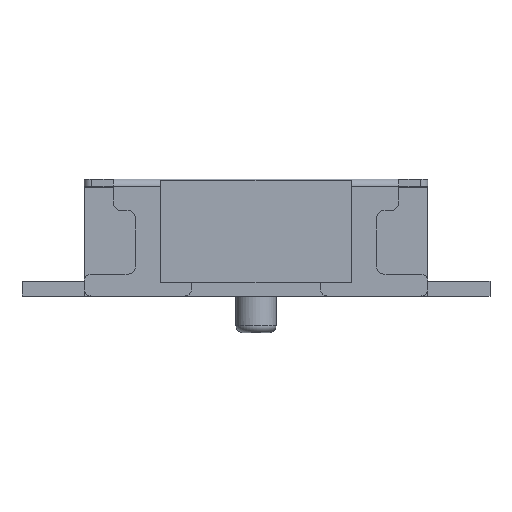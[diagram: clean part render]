
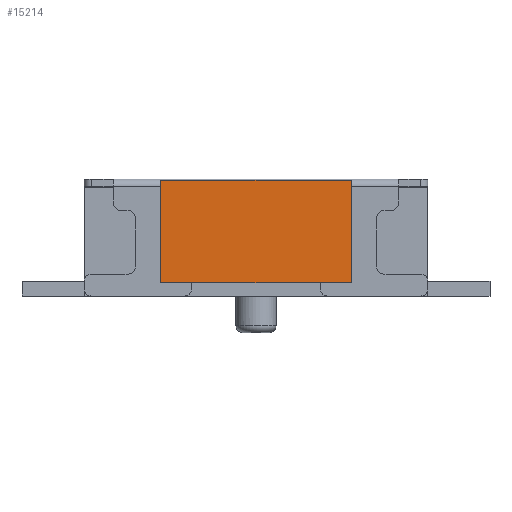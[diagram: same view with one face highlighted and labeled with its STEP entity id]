
A CAD part, top view. The second image highlights one B-rep face of the part: STEP entity #15214.
In plain terms, the highlighted planar face has unit normal (0, 0, 1).
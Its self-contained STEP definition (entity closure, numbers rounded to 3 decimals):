
#467 = VERTEX_POINT ( 'NONE', #17215 ) ;
#527 = VECTOR ( 'NONE', #4714, 1000. ) ;
#840 = ORIENTED_EDGE ( 'NONE', *, *, #7470, .T. ) ;
#1227 = CARTESIAN_POINT ( 'NONE',  ( 1.3, 0.18, 2.75 ) ) ;
#1401 = CARTESIAN_POINT ( 'NONE',  ( -1.3, 0.18, 2.75 ) ) ;
#2372 = FACE_OUTER_BOUND ( 'NONE', #18661, .T. ) ;
#3393 = EDGE_CURVE ( 'NONE', #5770, #467, #11284, .T. ) ;
#3691 = CARTESIAN_POINT ( 'NONE',  ( -1.3, 1.58, 2.75 ) ) ;
#3899 = DIRECTION ( 'NONE',  ( 0., -1., 0. ) ) ;
#4514 = CARTESIAN_POINT ( 'NONE',  ( -1.3, 1.58, 2.75 ) ) ;
#4645 = ORIENTED_EDGE ( 'NONE', *, *, #3393, .T. ) ;
#4714 = DIRECTION ( 'NONE',  ( 1., 0., 0. ) ) ;
#4963 = ORIENTED_EDGE ( 'NONE', *, *, #12424, .T. ) ;
#5659 = EDGE_CURVE ( 'NONE', #14862, #5770, #20033, .T. ) ;
#5770 = VERTEX_POINT ( 'NONE', #6864 ) ;
#5938 = VECTOR ( 'NONE', #10892, 1000. ) ;
#6864 = CARTESIAN_POINT ( 'NONE',  ( -1.3, 0.18, 2.75 ) ) ;
#7470 = EDGE_CURVE ( 'NONE', #10138, #14862, #9094, .T. ) ;
#8632 = AXIS2_PLACEMENT_3D ( 'NONE', #20216, #12161, #9398 ) ;
#8860 = PLANE ( 'NONE',  #8632 ) ;
#9094 = LINE ( 'NONE', #15563, #12272 ) ;
#9398 = DIRECTION ( 'NONE',  ( 1., 0., 0. ) ) ;
#10138 = VERTEX_POINT ( 'NONE', #20934 ) ;
#10740 = ORIENTED_EDGE ( 'NONE', *, *, #5659, .T. ) ;
#10892 = DIRECTION ( 'NONE',  ( 0., 1., 0. ) ) ;
#11284 = LINE ( 'NONE', #1401, #527 ) ;
#12161 = DIRECTION ( 'NONE',  ( 0., 0., 1. ) ) ;
#12263 = DIRECTION ( 'NONE',  ( -1., 0., 0. ) ) ;
#12270 = LINE ( 'NONE', #1227, #5938 ) ;
#12272 = VECTOR ( 'NONE', #12263, 1000. ) ;
#12424 = EDGE_CURVE ( 'NONE', #467, #10138, #12270, .T. ) ;
#14862 = VERTEX_POINT ( 'NONE', #4514 ) ;
#15214 = ADVANCED_FACE ( 'NONE', ( #2372 ), #8860, .T. ) ;
#15563 = CARTESIAN_POINT ( 'NONE',  ( 1.3, 1.58, 2.75 ) ) ;
#16482 = VECTOR ( 'NONE', #3899, 1000. ) ;
#17215 = CARTESIAN_POINT ( 'NONE',  ( 1.3, 0.18, 2.75 ) ) ;
#18661 = EDGE_LOOP ( 'NONE', ( #4645, #4963, #840, #10740 ) ) ;
#20033 = LINE ( 'NONE', #3691, #16482 ) ;
#20216 = CARTESIAN_POINT ( 'NONE',  ( 0., 0., 2.75 ) ) ;
#20934 = CARTESIAN_POINT ( 'NONE',  ( 1.3, 1.58, 2.75 ) ) ;
